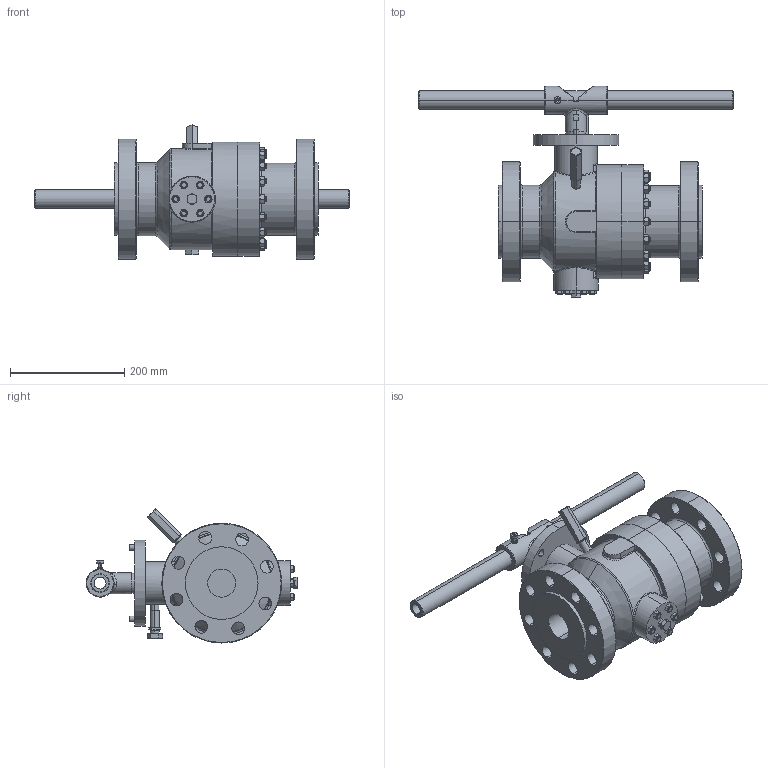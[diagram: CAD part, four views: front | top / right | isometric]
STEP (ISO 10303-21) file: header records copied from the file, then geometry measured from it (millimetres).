
FILE_DESCRIPTION (( 'STEP AP203' ), '1' );
FILE_NAME ('03-B2-600-RF-B.STEP', '2026-03-21T01:41:18', ( 'hp' ), ( '' ), 'SwSTEP 2.0', 'SolidWorks 2022', '' );
FILE_SCHEMA (( 'CONFIG_CONTROL_DESIGN' ));
Length unit declared in the file: millimetre
Products named in the file (1): 03-B2-600-RF-B
Bounding box: 550 x 370 x 234.53 mm (x, y, z)
Volume: 8855220.1 mm3; surface area: 588904.9 mm2
Topology: 31 solids, 31 shells, 875 faces, 1936 edges, 1151 vertices
Faces by surface type: cone 307, plane 307, cylinder 192, bspline 38, torus 27, sphere 4
Entity records: 29792 total; most frequent: CARTESIAN_POINT 11403, ORIENTED_EDGE 3848, DIRECTION 3685, EDGE_CURVE 1924, AXIS2_PLACEMENT_3D 1566, VERTEX_POINT 1151, EDGE_LOOP 957, FACE_OUTER_BOUND 875
